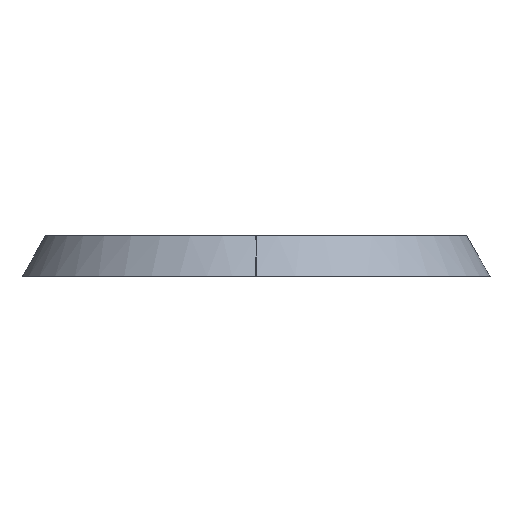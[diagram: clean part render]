
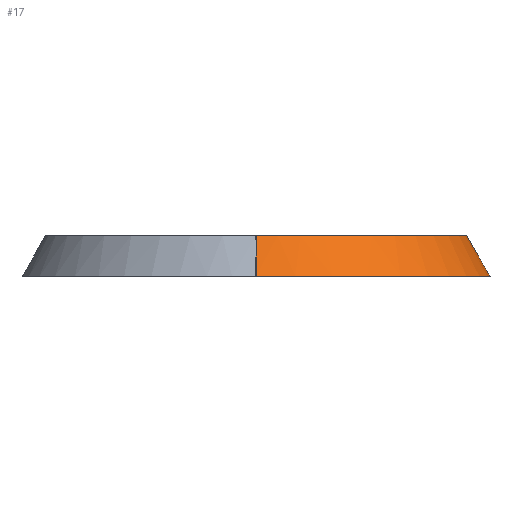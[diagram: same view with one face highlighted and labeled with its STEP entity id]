
A CAD part, left-side view. The second image highlights one B-rep face of the part: STEP entity #17.
In plain terms, the highlighted free-form (B-spline) face has degree [2, 1] with [3, 2] control points.
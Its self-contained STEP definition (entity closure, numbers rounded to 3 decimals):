
#17 = ADVANCED_FACE('',(#18),#51,.T.);
#18 = FACE_BOUND('',#19,.T.);
#19 = EDGE_LOOP('',(#20,#29,#37,#45));
#20 = ORIENTED_EDGE('',*,*,#21,.T.);
#21 = EDGE_CURVE('',#22,#24,#26,.T.);
#22 = VERTEX_POINT('',#23);
#23 = CARTESIAN_POINT('',(-3.621,0.,
    0.697));
#24 = VERTEX_POINT('',#25);
#25 = CARTESIAN_POINT('',(-4.023,0.,
    0.));
#26 = B_SPLINE_CURVE_WITH_KNOTS('',1,(#27,#28),.UNSPECIFIED.,.F.,.F.,(2,
    2),(0.,1.),.PIECEWISE_BEZIER_KNOTS.);
#27 = CARTESIAN_POINT('',(-3.621,0.,
    0.697));
#28 = CARTESIAN_POINT('',(-4.023,0.,
    0.));
#29 = ORIENTED_EDGE('',*,*,#30,.T.);
#30 = EDGE_CURVE('',#24,#31,#33,.T.);
#31 = VERTEX_POINT('',#32);
#32 = CARTESIAN_POINT('',(2.682,-2.999,
    0.));
#33 = ( BOUNDED_CURVE() B_SPLINE_CURVE(2,(#34,#35,#36),.UNSPECIFIED.,.F.
,.F.) B_SPLINE_CURVE_WITH_KNOTS((3,3),(0.,2.301),
.PIECEWISE_BEZIER_KNOTS.) CURVE() GEOMETRIC_REPRESENTATION_ITEM() 
RATIONAL_B_SPLINE_CURVE((1.,0.408,1.)) REPRESENTATION_ITEM('') 
  );
#34 = CARTESIAN_POINT('',(-4.023,0.,0.));
#35 = CARTESIAN_POINT('',(-4.023,-8.996,
    0.));
#36 = CARTESIAN_POINT('',(2.682,-2.999,
    0.));
#37 = ORIENTED_EDGE('',*,*,#38,.T.);
#38 = EDGE_CURVE('',#31,#39,#41,.T.);
#39 = VERTEX_POINT('',#40);
#40 = CARTESIAN_POINT('',(2.682,-2.433,0.697)
  );
#41 = ( BOUNDED_CURVE() B_SPLINE_CURVE(2,(#42,#43,#44),.UNSPECIFIED.,.F.
,.F.) B_SPLINE_CURVE_WITH_KNOTS((3,3),(-0.962,-0.814),
.PIECEWISE_BEZIER_KNOTS.) CURVE() GEOMETRIC_REPRESENTATION_ITEM() 
RATIONAL_B_SPLINE_CURVE((1.,1.003,1.)) REPRESENTATION_ITEM('') 
  );
#42 = CARTESIAN_POINT('',(2.682,-2.999,
    0.));
#43 = CARTESIAN_POINT('',(2.682,-2.701,0.385)
  );
#44 = CARTESIAN_POINT('',(2.682,-2.433,0.697)
  );
#45 = ORIENTED_EDGE('',*,*,#46,.T.);
#46 = EDGE_CURVE('',#39,#22,#47,.T.);
#47 = ( BOUNDED_CURVE() B_SPLINE_CURVE(2,(#48,#49,#50),.UNSPECIFIED.,.F.
,.F.) B_SPLINE_CURVE_WITH_KNOTS((3,3),(3.878,6.283),
.PIECEWISE_BEZIER_KNOTS.) CURVE() GEOMETRIC_REPRESENTATION_ITEM() 
RATIONAL_B_SPLINE_CURVE((1.,0.36,1.)) REPRESENTATION_ITEM('') 
  );
#48 = CARTESIAN_POINT('',(2.682,-2.433,0.697)
  );
#49 = CARTESIAN_POINT('',(-3.621,-9.383,0.697
    ));
#50 = CARTESIAN_POINT('',(-3.621,0.,
    0.697));
#51 = ( BOUNDED_SURFACE() B_SPLINE_SURFACE(2,1,(
    (#52,#53)
    ,(#54,#55)
,(#56,#57
  )),.UNSPECIFIED.,.F.,.F.,.F.) B_SPLINE_SURFACE_WITH_KNOTS((3,3),(2,2),
  (0.,2.405),(0.,1.),.PIECEWISE_BEZIER_KNOTS.) 
GEOMETRIC_REPRESENTATION_ITEM() RATIONAL_B_SPLINE_SURFACE((
    (1.,1.)
    ,(0.36,0.36)
,(1.,1.))) REPRESENTATION_ITEM('') SURFACE() );
#52 = CARTESIAN_POINT('',(2.682,-2.433,0.697)
  );
#53 = CARTESIAN_POINT('',(2.98,-2.703,
    0.));
#54 = CARTESIAN_POINT('',(-3.621,-9.383,0.697
    ));
#55 = CARTESIAN_POINT('',(-4.023,-10.425,
    0.));
#56 = CARTESIAN_POINT('',(-3.621,0.,
    0.697));
#57 = CARTESIAN_POINT('',(-4.023,0.,
    0.));
